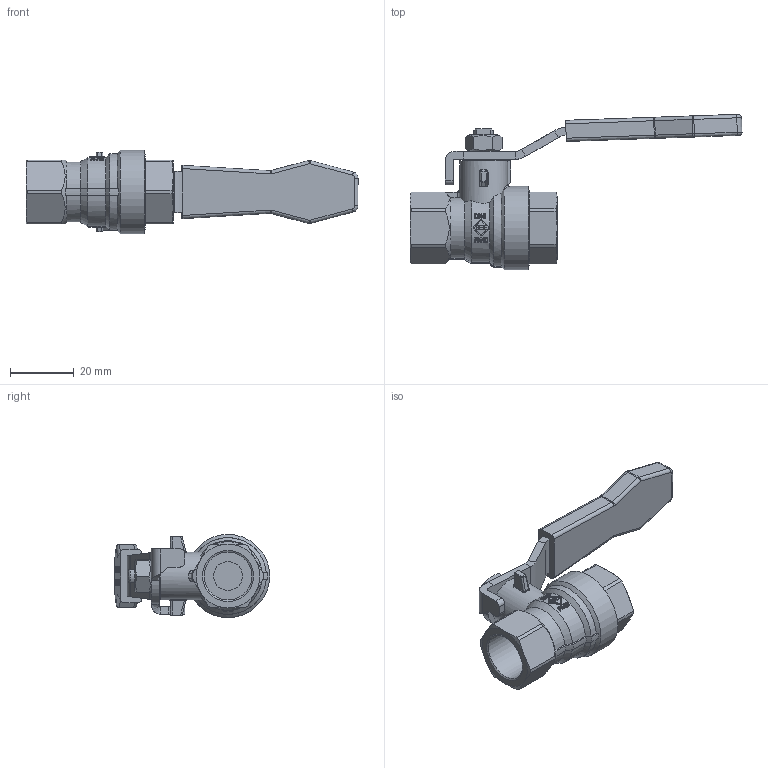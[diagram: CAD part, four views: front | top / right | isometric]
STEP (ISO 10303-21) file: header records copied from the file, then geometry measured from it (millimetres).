
FILE_DESCRIPTION((''),'2;1');
FILE_NAME('984-10-00.stp','2010-03-03T08:22:34',('edu'),(''),'Autodesk Inventor 2010','Autodesk Inventor 2010','');
FILE_SCHEMA(('AUTOMOTIVE_DESIGN { 1 0 10303 214 1 1 1 1 }'));
Length unit declared in the file: millimetre
Products named in the file (1): ENG-004077
Bounding box: 103.82 x 48.53 x 26 mm (x, y, z)
Volume: 22643.7 mm3; surface area: 10856.2 mm2
Topology: 1 solids, 5 shells, 1817 faces, 4872 edges, 3216 vertices
Faces by surface type: plane 834, bspline 808, cylinder 134, cone 31, torus 6, sphere 4
Full cylindrical faces by diameter (mm): 8.95 x1, 9 x3, 14.95 x2, 15 x1, 26 x1
Entity records: 103345 total; most frequent: CARTESIAN_POINT 61839, ORIENTED_EDGE 9698, DIRECTION 5393, EDGE_CURVE 4849, VERTEX_POINT 3210, VECTOR 2781, LINE 2781, EDGE_LOOP 1985
